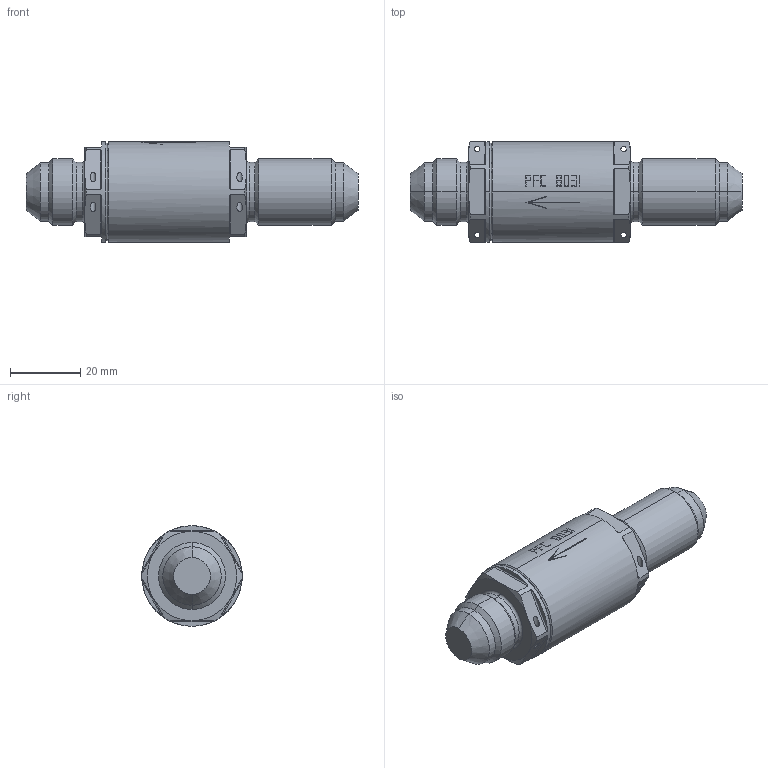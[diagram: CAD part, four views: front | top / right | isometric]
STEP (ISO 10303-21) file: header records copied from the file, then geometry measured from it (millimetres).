
FILE_DESCRIPTION (( 'STEP AP203' ), '1' );
FILE_NAME ('08031000 Whole5.STEP', '2015-01-28T19:43:37', ( '' ), ( '' ), 'SwSTEP 2.0', 'SolidWorks 2014', '' );
FILE_SCHEMA (( 'CONFIG_CONTROL_DESIGN' ));
Length unit declared in the file: inch
Products named in the file (1): 08031000 Whole5
Bounding box: 94.41 x 28.57 x 28.57 mm (x, y, z)
Volume: 40485.9 mm3; surface area: 8072.6 mm2
Topology: 1 solids, 1 shells, 181 faces, 453 edges, 288 vertices
Faces by surface type: plane 95, cylinder 48, cone 28, bspline 6, torus 4
Entity records: 5745 total; most frequent: CARTESIAN_POINT 1394, ORIENTED_EDGE 906, DIRECTION 870, EDGE_CURVE 453, AXIS2_PLACEMENT_3D 324, VERTEX_POINT 288, LINE 222, VECTOR 222
